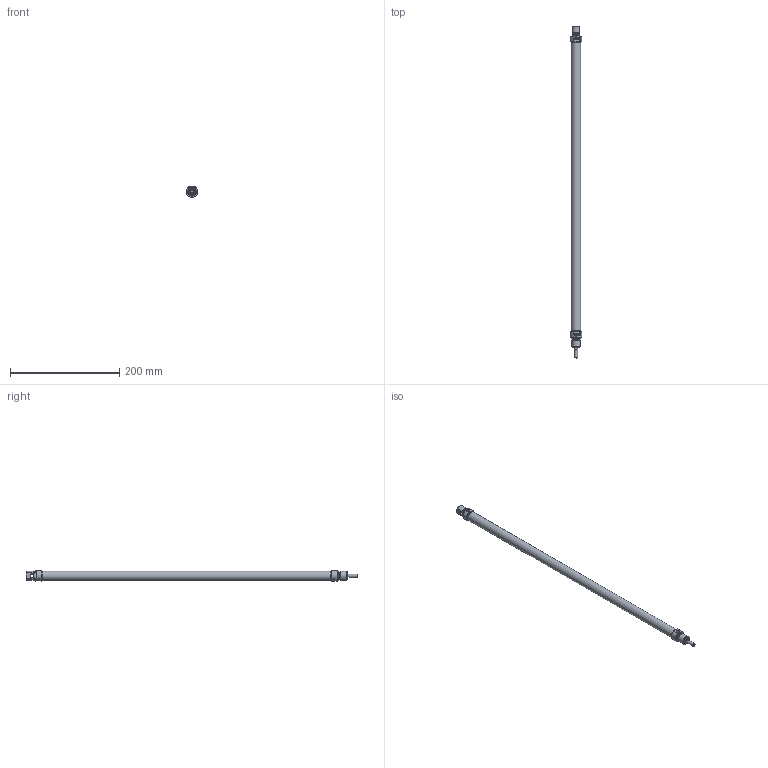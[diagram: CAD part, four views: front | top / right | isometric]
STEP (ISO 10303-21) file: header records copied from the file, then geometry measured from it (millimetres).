
FILE_DESCRIPTION((''),'2;1');
FILE_NAME('ODM016.500.GS.MW.stp','2014-12-30T10:55:49',('carlo.corazza'),(''),'Autodesk Inventor 2012','Autodesk Inventor 2012','');
FILE_SCHEMA(('AUTOMOTIVE_DESIGN { 1 0 10303 214 1 1 1 1 }'));
Length unit declared in the file: millimetre
Products named in the file (5): ODM016..GS.MW; CORPO-500; STELO-500; TA; TP
Assembly tree (4 placements, depth 2):
  ODM016..GS.MW
    CORPO-500
    STELO-500
    TA
    TP
Bounding box: 21 x 609 x 19.96 mm (x, y, z)
Volume: 46122.8 mm3; surface area: 73269.1 mm2
Topology: 6 solids, 11 shells, 209 faces, 460 edges, 287 vertices
Faces by surface type: plane 71, cylinder 64, cone 46, torus 16, revolution 8, sphere 3, bspline 1
Full cylindrical faces by diameter (mm): 1.75 x2, 1.8 x3, 2 x3, 2.2 x4, 2.459 x2, 3.4 x4, 3.5 x4, 4 x1, 4.134 x4, 5.9 x1, 6 x3, 6.5 x2, 7.1 x1, 8 x2, 8.5 x1, 9 x1, 9.1 x1, 11.1 x1, 11.2 x1, 13.7 x1, 16 x3, 17.2 x2, 17.27 x1
Entity records: 5763 total; most frequent: CARTESIAN_POINT 1395, DIRECTION 906, ORIENTED_EDGE 628, AXIS2_PLACEMENT_3D 413, EDGE_LOOP 349, EDGE_CURVE 314, VERTEX_POINT 245, FACE_OUTER_BOUND 209
